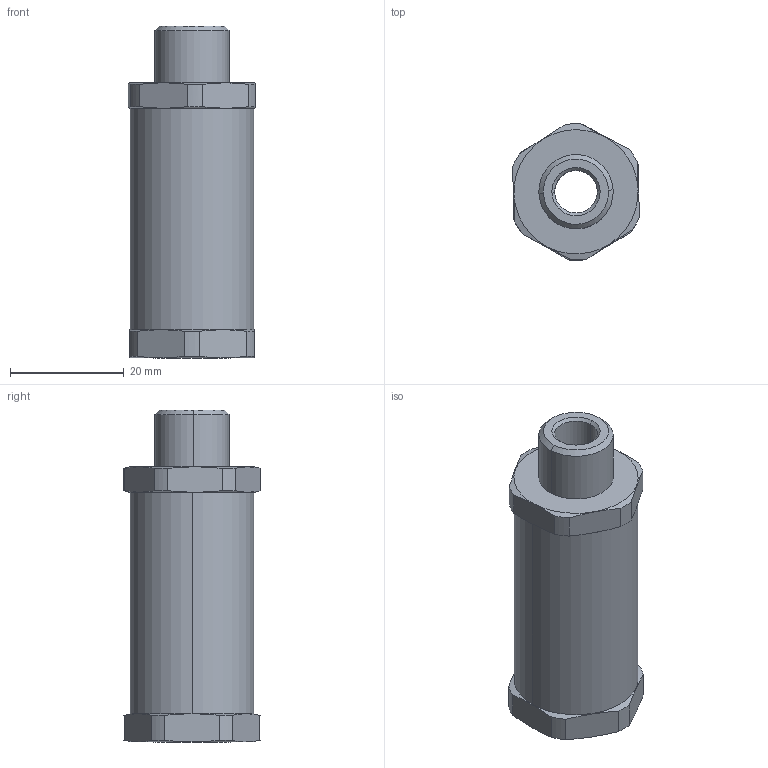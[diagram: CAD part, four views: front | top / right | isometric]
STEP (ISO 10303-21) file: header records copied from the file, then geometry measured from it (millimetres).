
FILE_DESCRIPTION (( 'STEP AP214' ), '1' );
FILE_NAME ('281ZH0221 1-4 BSP male-female.STEP', '2016-04-22T17:11:13', ( 'w7' ), ( 'Hewlett-Packard Company' ), 'SwSTEP 2.0', 'SolidWorks 2015', '' );
FILE_SCHEMA (( 'AUTOMOTIVE_DESIGN' ));
Length unit declared in the file: millimetre
Products named in the file (1): 281ZH0221 1-4 BSP male-female
Bounding box: 22.43 x 24 x 58.5 mm (x, y, z)
Surface area: 5581.1 mm2 (no closed solid volume)
Topology: 0 solids, 2 shells, 50 faces, 132 edges, 86 vertices
Faces by surface type: cylinder 20, plane 16, cone 14
Entity records: 2184 total; most frequent: CARTESIAN_POINT 379, DIRECTION 260, ORIENTED_EDGE 256, EDGE_CURVE 132, AXIS2_PLACEMENT_3D 107, VERTEX_POINT 86, CIRCLE 56, EDGE_LOOP 54
